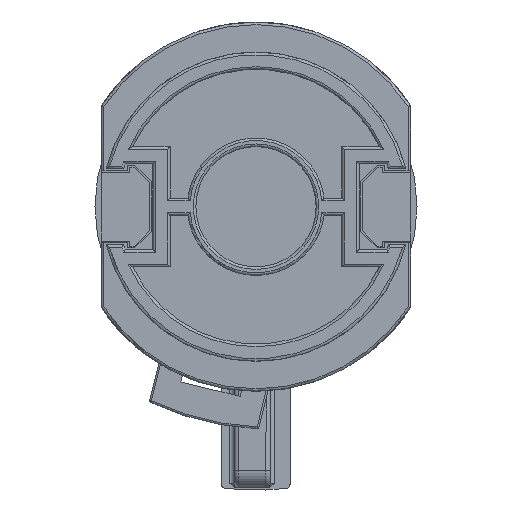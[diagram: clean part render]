
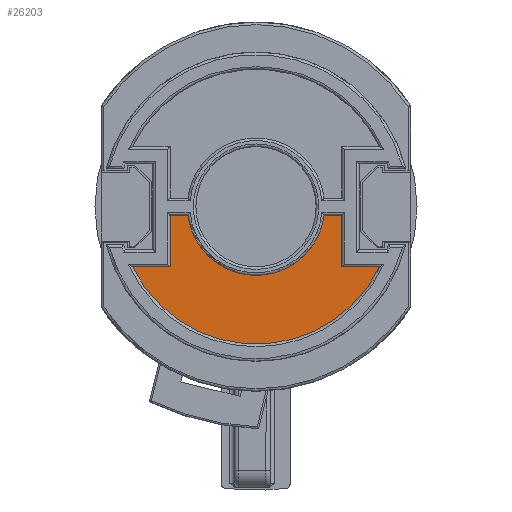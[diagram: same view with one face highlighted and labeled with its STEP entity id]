
A CAD part, front view. The second image highlights one B-rep face of the part: STEP entity #26203.
In plain terms, the highlighted face is planar.
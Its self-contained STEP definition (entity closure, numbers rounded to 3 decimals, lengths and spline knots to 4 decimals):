
#1799=LINE('',#84824,#3585);
#1803=LINE('',#84833,#3589);
#1805=LINE('',#84837,#3591);
#1825=LINE('',#85085,#3611);
#1827=LINE('',#85089,#3613);
#1830=LINE('',#85096,#3616);
#3585=VECTOR('',#35387,0.0812);
#3589=VECTOR('',#35397,0.0812);
#3591=VECTOR('',#35401,0.2362);
#3611=VECTOR('',#35491,0.2362);
#3613=VECTOR('',#35495,0.1727);
#3616=VECTOR('',#35504,0.1727);
#6812=FACE_OUTER_BOUND('',#8438,.T.);
#8438=EDGE_LOOP('',(#22470,#22471,#22472,#22473,#22474,#22475,#22476,#22477));
#9777=CIRCLE('',#29128,0.315);
#9784=CIRCLE('',#29168,0.6299);
#11942=VERTEX_POINT('',#84821);
#11943=VERTEX_POINT('',#84823);
#11944=VERTEX_POINT('',#84827);
#11945=VERTEX_POINT('',#84831);
#11946=VERTEX_POINT('',#84835);
#11963=VERTEX_POINT('',#85084);
#11964=VERTEX_POINT('',#85088);
#11965=VERTEX_POINT('',#85092);
#15478=EDGE_CURVE('',#11943,#11942,#1799,.T.);
#15481=EDGE_CURVE('',#11942,#11944,#9777,.T.);
#15483=EDGE_CURVE('',#11944,#11945,#1803,.T.);
#15485=EDGE_CURVE('',#11945,#11946,#1805,.T.);
#15527=EDGE_CURVE('',#11963,#11943,#1825,.T.);
#15529=EDGE_CURVE('',#11964,#11963,#1827,.T.);
#15531=EDGE_CURVE('',#11965,#11964,#9784,.T.);
#15533=EDGE_CURVE('',#11946,#11965,#1830,.T.);
#22470=ORIENTED_EDGE('',*,*,#15485,.T.);
#22471=ORIENTED_EDGE('',*,*,#15533,.T.);
#22472=ORIENTED_EDGE('',*,*,#15531,.T.);
#22473=ORIENTED_EDGE('',*,*,#15529,.T.);
#22474=ORIENTED_EDGE('',*,*,#15527,.T.);
#22475=ORIENTED_EDGE('',*,*,#15478,.T.);
#22476=ORIENTED_EDGE('',*,*,#15481,.T.);
#22477=ORIENTED_EDGE('',*,*,#15483,.T.);
#24401=PLANE('',#29187);
#26203=ADVANCED_FACE('',(#6812),#24401,.F.);
#29128=AXIS2_PLACEMENT_3D('',#84829,#35392,#35393);
#29168=AXIS2_PLACEMENT_3D('',#85093,#35499,#35500);
#29187=AXIS2_PLACEMENT_3D('',#85131,#35553,#35554);
#35387=DIRECTION('',(1.,0.,0.));
#35392=DIRECTION('center_axis',(0.,0.,1.));
#35393=DIRECTION('ref_axis',(-0.992,0.125,0.));
#35397=DIRECTION('',(1.,0.,0.));
#35401=DIRECTION('',(0.,-1.,0.));
#35491=DIRECTION('',(0.,1.,0.));
#35495=DIRECTION('',(1.,0.,0.));
#35499=DIRECTION('center_axis',(0.,0.,-1.));
#35500=DIRECTION('ref_axis',(0.899,-0.438,0.));
#35504=DIRECTION('',(1.,0.,0.));
#35553=DIRECTION('center_axis',(0.,0.,1.));
#35554=DIRECTION('ref_axis',(1.,0.,0.));
#84821=CARTESIAN_POINT('',(-0.3125,-0.0394,0.));
#84823=CARTESIAN_POINT('',(-0.3937,-0.0394,0.));
#84824=CARTESIAN_POINT('',(-0.3937,-0.0394,0.));
#84827=CARTESIAN_POINT('',(0.3125,-0.0394,0.));
#84829=CARTESIAN_POINT('Origin',(0.,0.,0.));
#84831=CARTESIAN_POINT('',(0.3937,-0.0394,0.));
#84833=CARTESIAN_POINT('',(0.3125,-0.0394,0.));
#84835=CARTESIAN_POINT('',(0.3937,-0.2756,0.));
#84837=CARTESIAN_POINT('',(0.3937,-0.0394,0.));
#85084=CARTESIAN_POINT('',(-0.3937,-0.2756,0.));
#85085=CARTESIAN_POINT('',(-0.3937,-0.2756,0.));
#85088=CARTESIAN_POINT('',(-0.5664,-0.2756,0.));
#85089=CARTESIAN_POINT('',(-0.5664,-0.2756,0.));
#85092=CARTESIAN_POINT('',(0.5664,-0.2756,0.));
#85093=CARTESIAN_POINT('Origin',(0.,0.,0.));
#85096=CARTESIAN_POINT('',(0.3937,-0.2756,0.));
#85131=CARTESIAN_POINT('Origin',(0.,0.,
0.));
